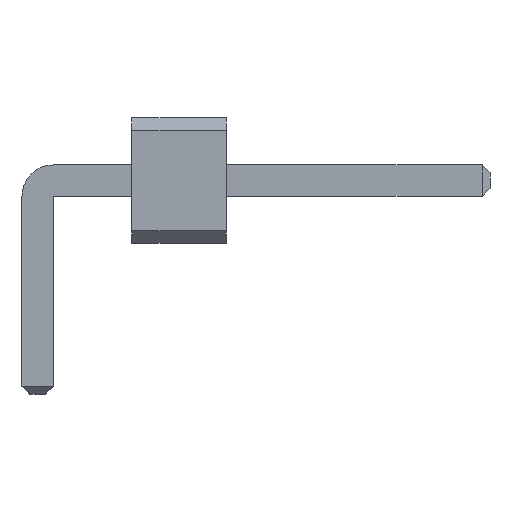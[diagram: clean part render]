
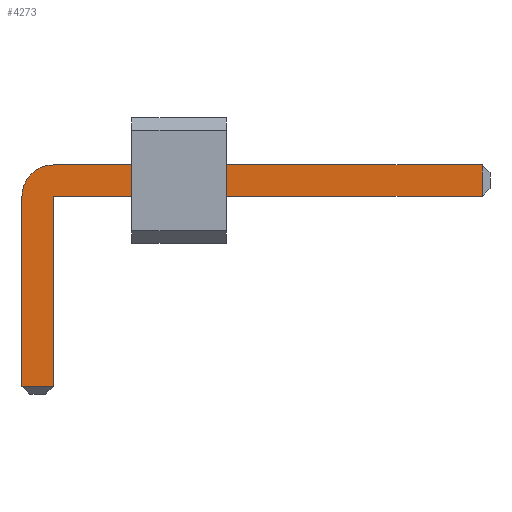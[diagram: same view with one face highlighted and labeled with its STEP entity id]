
A CAD part, front view. The second image highlights one B-rep face of the part: STEP entity #4273.
In plain terms, the highlighted planar face has unit normal (0, -1, 0).
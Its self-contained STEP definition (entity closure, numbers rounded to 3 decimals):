
#13=DIRECTION('',(0.,0.,1.));
#27=VECTOR('',#28,1.);
#28=DIRECTION('',(1.,0.,0.));
#1930=VECTOR('',#13,1.);
#1972=DIRECTION('',(0.,1.,0.));
#4087=VECTOR('',#4088,1.);
#4088=DIRECTION('',(0.,0.,-1.));
#4095=VECTOR('',#4096,1.);
#4096=DIRECTION('',(-1.,0.,0.));
#4117=DIRECTION('',(-0.,1.,0.));
#4127=VERTEX_POINT('',#4128);
#4128=CARTESIAN_POINT('',(0.25,-64.25,1.25));
#4130=ORIENTED_EDGE('',*,*,#4131,.T.);
#4131=EDGE_CURVE('',#4127,#4132,#4134,.T.);
#4132=VERTEX_POINT('',#4133);
#4133=CARTESIAN_POINT('',(7.075,-64.25,1.25));
#4134=LINE('',#4135,#27);
#4135=CARTESIAN_POINT('',(-0.25,-64.25,1.25));
#4171=EDGE_CURVE('',#4172,#4127,#4174,.T.);
#4172=VERTEX_POINT('',#4173);
#4173=CARTESIAN_POINT('',(-0.25,-64.25,0.75));
#4174=CIRCLE('',#4175,0.5);
#4175=AXIS2_PLACEMENT_3D('',#4176,#4117,#4088);
#4176=CARTESIAN_POINT('',(0.25,-64.25,0.75));
#4188=VERTEX_POINT('',#4189);
#4189=CARTESIAN_POINT('',(7.075,-64.25,0.75));
#4191=ORIENTED_EDGE('',*,*,#4192,.T.);
#4192=EDGE_CURVE('',#4188,#4193,#4194,.T.);
#4193=VERTEX_POINT('',#4176);
#4194=LINE('',#4195,#4095);
#4195=CARTESIAN_POINT('',(7.2,-64.25,0.75));
#4207=VERTEX_POINT('',#4208);
#4208=CARTESIAN_POINT('',(-0.25,-64.25,-2.275));
#4210=ORIENTED_EDGE('',*,*,#4211,.T.);
#4211=EDGE_CURVE('',#4207,#4172,#4212,.T.);
#4212=LINE('',#4213,#1930);
#4213=CARTESIAN_POINT('',(-0.25,-64.25,-2.4));
#4221=ORIENTED_EDGE('',*,*,#4222,.T.);
#4222=EDGE_CURVE('',#4193,#4223,#4225,.T.);
#4223=VERTEX_POINT('',#4224);
#4224=CARTESIAN_POINT('',(0.25,-64.25,-2.275));
#4225=LINE('',#4176,#4087);
#4273=ADVANCED_FACE('',(#4274),#4283,.F.);
#4274=FACE_BOUND('',#4275,.F.);
#4275=EDGE_LOOP('',(#4130,#4276,#4191,#4221,#4279,#4210,#4282));
#4276=ORIENTED_EDGE('',*,*,#4277,.T.);
#4277=EDGE_CURVE('',#4132,#4188,#4278,.T.);
#4278=LINE('',#4133,#4087);
#4279=ORIENTED_EDGE('',*,*,#4280,.T.);
#4280=EDGE_CURVE('',#4223,#4207,#4281,.T.);
#4281=LINE('',#4224,#4095);
#4282=ORIENTED_EDGE('',*,*,#4171,.T.);
#4283=PLANE('',#4284);
#4284=AXIS2_PLACEMENT_3D('',#4285,#1972,#13);
#4285=CARTESIAN_POINT('',(2.489,-64.25,0.411));
